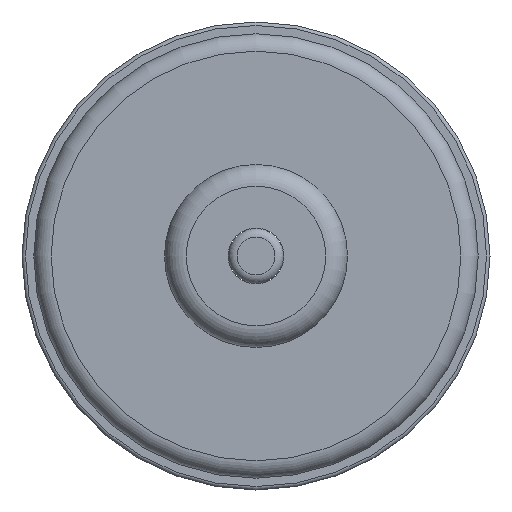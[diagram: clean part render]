
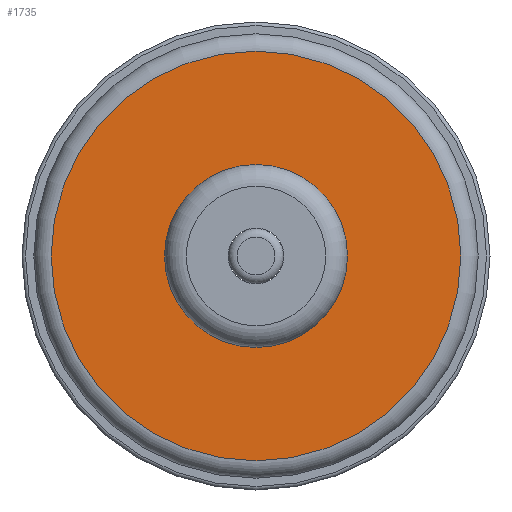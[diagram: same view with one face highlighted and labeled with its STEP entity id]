
A CAD part, left-side view. The second image highlights one B-rep face of the part: STEP entity #1735.
In plain terms, the highlighted planar face has unit normal (-1, 0, 0).
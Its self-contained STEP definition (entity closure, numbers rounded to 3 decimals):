
#206 = CYLINDRICAL_SURFACE('',#207,10.5);
#207 = AXIS2_PLACEMENT_3D('',#208,#209,#210);
#208 = CARTESIAN_POINT('',(-45.25,0.,0.));
#209 = DIRECTION('',(1.,0.,0.));
#210 = DIRECTION('',(0.,-1.,0.));
#259 = VERTEX_POINT('',#260);
#260 = CARTESIAN_POINT('',(-42.25,-10.5,0.));
#281 = EDGE_CURVE('',#259,#259,#282,.T.);
#282 = SURFACE_CURVE('',#283,(#288,#295),.PCURVE_S1.);
#283 = CIRCLE('',#284,10.5);
#284 = AXIS2_PLACEMENT_3D('',#285,#286,#287);
#285 = CARTESIAN_POINT('',(-42.25,0.,0.));
#286 = DIRECTION('',(-1.,0.,0.));
#287 = DIRECTION('',(0.,-1.,0.));
#288 = PCURVE('',#206,#289);
#289 = DEFINITIONAL_REPRESENTATION('',(#290),#294);
#290 = LINE('',#291,#292);
#291 = CARTESIAN_POINT('',(-0.,3.));
#292 = VECTOR('',#293,1.);
#293 = DIRECTION('',(-1.,0.));
#294 = ( GEOMETRIC_REPRESENTATION_CONTEXT(2) 
PARAMETRIC_REPRESENTATION_CONTEXT() REPRESENTATION_CONTEXT('2D SPACE',''
  ) );
#295 = PCURVE('',#296,#301);
#296 = PLANE('',#297);
#297 = AXIS2_PLACEMENT_3D('',#298,#299,#300);
#298 = CARTESIAN_POINT('',(-42.25,0.,0.));
#299 = DIRECTION('',(-1.,-0.,-0.));
#300 = DIRECTION('',(-0.,-1.,-0.));
#301 = DEFINITIONAL_REPRESENTATION('',(#302),#306);
#302 = CIRCLE('',#303,10.5);
#303 = AXIS2_PLACEMENT_2D('',#304,#305);
#304 = CARTESIAN_POINT('',(0.,0.));
#305 = DIRECTION('',(1.,-0.));
#306 = ( GEOMETRIC_REPRESENTATION_CONTEXT(2) 
PARAMETRIC_REPRESENTATION_CONTEXT() REPRESENTATION_CONTEXT('2D SPACE',''
  ) );
#1735 = ADVANCED_FACE('',(#1736,#1739),#296,.T.);
#1736 = FACE_BOUND('',#1737,.F.);
#1737 = EDGE_LOOP('',(#1738));
#1738 = ORIENTED_EDGE('',*,*,#281,.T.);
#1739 = FACE_BOUND('',#1740,.F.);
#1740 = EDGE_LOOP('',(#1741));
#1741 = ORIENTED_EDGE('',*,*,#1742,.F.);
#1742 = EDGE_CURVE('',#1743,#1743,#1745,.T.);
#1743 = VERTEX_POINT('',#1744);
#1744 = CARTESIAN_POINT('',(-42.25,-23.5,0.));
#1745 = SURFACE_CURVE('',#1746,(#1751,#1758),.PCURVE_S1.);
#1746 = CIRCLE('',#1747,23.5);
#1747 = AXIS2_PLACEMENT_3D('',#1748,#1749,#1750);
#1748 = CARTESIAN_POINT('',(-42.25,0.,0.));
#1749 = DIRECTION('',(-1.,0.,0.));
#1750 = DIRECTION('',(0.,-1.,0.));
#1751 = PCURVE('',#296,#1752);
#1752 = DEFINITIONAL_REPRESENTATION('',(#1753),#1757);
#1753 = CIRCLE('',#1754,23.5);
#1754 = AXIS2_PLACEMENT_2D('',#1755,#1756);
#1755 = CARTESIAN_POINT('',(0.,0.));
#1756 = DIRECTION('',(1.,-0.));
#1757 = ( GEOMETRIC_REPRESENTATION_CONTEXT(2) 
PARAMETRIC_REPRESENTATION_CONTEXT() REPRESENTATION_CONTEXT('2D SPACE',''
  ) );
#1758 = PCURVE('',#1759,#1764);
#1759 = TOROIDAL_SURFACE('',#1760,23.5,2.);
#1760 = AXIS2_PLACEMENT_3D('',#1761,#1762,#1763);
#1761 = CARTESIAN_POINT('',(-40.25,0.,0.));
#1762 = DIRECTION('',(1.,0.,0.));
#1763 = DIRECTION('',(0.,-1.,0.));
#1764 = DEFINITIONAL_REPRESENTATION('',(#1765),#1769);
#1765 = LINE('',#1766,#1767);
#1766 = CARTESIAN_POINT('',(-0.,4.712));
#1767 = VECTOR('',#1768,1.);
#1768 = DIRECTION('',(-1.,0.));
#1769 = ( GEOMETRIC_REPRESENTATION_CONTEXT(2) 
PARAMETRIC_REPRESENTATION_CONTEXT() REPRESENTATION_CONTEXT('2D SPACE',''
  ) );
